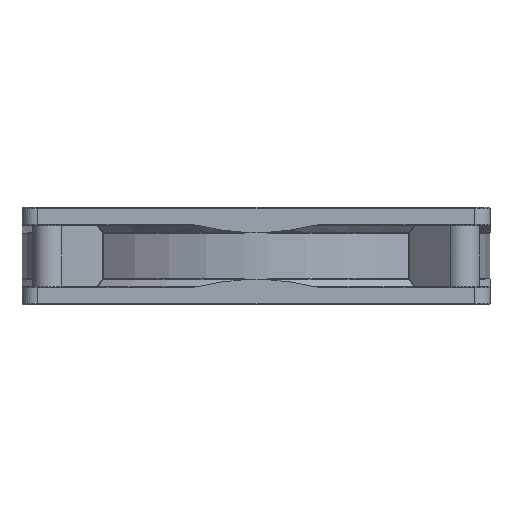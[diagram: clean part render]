
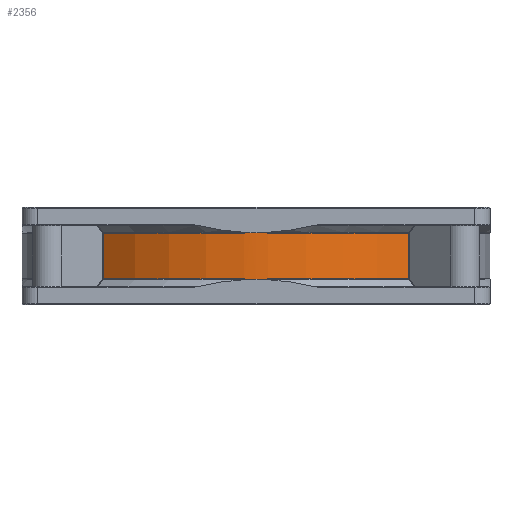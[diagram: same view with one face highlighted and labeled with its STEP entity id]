
A CAD part, left-side view. The second image highlights one B-rep face of the part: STEP entity #2356.
In plain terms, the highlighted cylindrical face has radius 60 mm (diameter 120 mm), a partial arc.
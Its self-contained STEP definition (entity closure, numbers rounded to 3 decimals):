
#846=LINE('',#17622,#1306);
#847=LINE('',#17659,#1307);
#1306=VECTOR('',#13239,1.);
#1307=VECTOR('',#13244,1.);
#1670=FACE_OUTER_BOUND('',#3346,.T.);
#2356=ADVANCED_FACE('',(#1670),#2977,.T.);
#2977=CYLINDRICAL_SURFACE('',#11433,60.);
#3346=EDGE_LOOP('',(#5448,#5449,#5450,#5451,#5452,#5453,#5454,#5455,#5456,
#5457));
#4137=CIRCLE('',#11429,60.);
#4138=CIRCLE('',#11430,60.);
#4139=CIRCLE('',#11431,60.);
#4140=CIRCLE('',#11432,60.);
#5448=ORIENTED_EDGE('',*,*,#9599,.T.);
#5449=ORIENTED_EDGE('',*,*,#9600,.T.);
#5450=ORIENTED_EDGE('',*,*,#9601,.F.);
#5451=ORIENTED_EDGE('',*,*,#9602,.F.);
#5452=ORIENTED_EDGE('',*,*,#9603,.F.);
#5453=ORIENTED_EDGE('',*,*,#9604,.F.);
#5454=ORIENTED_EDGE('',*,*,#9605,.T.);
#5455=ORIENTED_EDGE('',*,*,#9606,.T.);
#5456=ORIENTED_EDGE('',*,*,#9607,.T.);
#5457=ORIENTED_EDGE('',*,*,#9608,.T.);
#8210=VERTEX_POINT('',#16753);
#8469=VERTEX_POINT('',#17620);
#8470=VERTEX_POINT('',#17621);
#8471=VERTEX_POINT('',#17623);
#8472=VERTEX_POINT('',#17625);
#8473=VERTEX_POINT('',#17642);
#8474=VERTEX_POINT('',#17656);
#8475=VERTEX_POINT('',#17658);
#8476=VERTEX_POINT('',#17660);
#8477=VERTEX_POINT('',#17662);
#9599=EDGE_CURVE('',#8469,#8470,#4137,.T.);
#9600=EDGE_CURVE('',#8470,#8471,#846,.T.);
#9601=EDGE_CURVE('',#8472,#8471,#4138,.T.);
#9602=EDGE_CURVE('',#8473,#8472,#10834,.T.);
#9603=EDGE_CURVE('',#8474,#8473,#10835,.T.);
#9604=EDGE_CURVE('',#8475,#8474,#4139,.T.);
#9605=EDGE_CURVE('',#8475,#8476,#847,.T.);
#9606=EDGE_CURVE('',#8476,#8477,#4140,.T.);
#9607=EDGE_CURVE('',#8477,#8210,#10836,.T.);
#9608=EDGE_CURVE('',#8210,#8469,#10837,.T.);
#10834=B_SPLINE_CURVE_WITH_KNOTS('',3,(#17626,#17627,#17628,#17629,#17630,
#17631,#17632,#17633,#17634,#17635,#17636,#17637,#17638,#17639,#17640,#17641),
 .UNSPECIFIED.,.F.,.F.,(4,3,3,3,3,4),(0.,0.017,0.139,
0.391,0.871,1.),.UNSPECIFIED.);
#10835=B_SPLINE_CURVE_WITH_KNOTS('',3,(#17643,#17644,#17645,#17646,#17647,
#17648,#17649,#17650,#17651,#17652,#17653,#17654,#17655),.UNSPECIFIED.,.F.,
 .F.,(4,3,3,3,4),(0.,0.341,0.855,0.983,
1.),.UNSPECIFIED.);
#10836=B_SPLINE_CURVE_WITH_KNOTS('',3,(#17663,#17664,#17665,#17666,#17667,
#17668,#17669,#17670,#17671,#17672,#17673,#17674,#17675),.UNSPECIFIED.,.F.,
 .F.,(4,3,3,3,4),(0.,0.341,0.855,0.983,
1.),.UNSPECIFIED.);
#10837=B_SPLINE_CURVE_WITH_KNOTS('',3,(#17676,#17677,#17678,#17679,#17680,
#17681,#17682,#17683,#17684,#17685,#17686,#17687,#17688,#17689,#17690,#17691),
 .UNSPECIFIED.,.F.,.F.,(4,3,3,3,3,4),(0.,0.017,0.139,
0.391,0.871,1.),.UNSPECIFIED.);
#11429=AXIS2_PLACEMENT_3D('',#17619,#13237,#13238);
#11430=AXIS2_PLACEMENT_3D('',#17624,#13240,#13241);
#11431=AXIS2_PLACEMENT_3D('',#17657,#13242,#13243);
#11432=AXIS2_PLACEMENT_3D('',#17661,#13245,#13246);
#11433=AXIS2_PLACEMENT_3D('',#17692,#13247,#13248);
#13237=DIRECTION('',(0.,0.,-1.));
#13238=DIRECTION('',(0.,1.,0.));
#13239=DIRECTION('',(0.,0.,-1.));
#13240=DIRECTION('',(0.,0.,-1.));
#13241=DIRECTION('',(0.,1.,0.));
#13242=DIRECTION('',(0.,0.,-1.));
#13243=DIRECTION('',(0.,1.,0.));
#13244=DIRECTION('',(0.,0.,1.));
#13245=DIRECTION('',(0.,0.,-1.));
#13246=DIRECTION('',(0.,1.,0.));
#13247=DIRECTION('',(0.,0.,1.));
#13248=DIRECTION('',(0.,-1.,0.));
#16753=CARTESIAN_POINT('',(0.,60.,6.));
#17619=CARTESIAN_POINT('',(60.,60.,5.896));
#17620=CARTESIAN_POINT('',(0.073,62.962,5.896));
#17621=CARTESIAN_POINT('',(14.523,99.139,5.896));
#17622=CARTESIAN_POINT('',(14.523,99.139,-12.));
#17623=CARTESIAN_POINT('',(14.523,99.139,-5.896));
#17624=CARTESIAN_POINT('',(60.,60.,-5.896));
#17625=CARTESIAN_POINT('',(0.073,62.962,-5.896));
#17626=CARTESIAN_POINT('',(0.,60.,-6.));
#17627=CARTESIAN_POINT('',(0.,60.016,-5.999));
#17628=CARTESIAN_POINT('',(0.,60.033,-5.998));
#17629=CARTESIAN_POINT('',(0.,60.049,-5.997));
#17630=CARTESIAN_POINT('',(0.,60.17,-5.989));
#17631=CARTESIAN_POINT('',(0.001,60.292,-5.982));
#17632=CARTESIAN_POINT('',(0.001,60.413,-5.975));
#17633=CARTESIAN_POINT('',(0.003,60.661,-5.961));
#17634=CARTESIAN_POINT('',(0.006,60.908,-5.948));
#17635=CARTESIAN_POINT('',(0.011,61.156,-5.937));
#17636=CARTESIAN_POINT('',(0.02,61.631,-5.917));
#17637=CARTESIAN_POINT('',(0.035,62.106,-5.903));
#17638=CARTESIAN_POINT('',(0.056,62.58,-5.898));
#17639=CARTESIAN_POINT('',(0.061,62.707,-5.897));
#17640=CARTESIAN_POINT('',(0.067,62.834,-5.896));
#17641=CARTESIAN_POINT('',(0.073,62.962,-5.896));
#17642=CARTESIAN_POINT('',(0.,60.,-6.));
#17643=CARTESIAN_POINT('',(0.073,57.038,-5.896));
#17644=CARTESIAN_POINT('',(0.057,57.375,-5.896));
#17645=CARTESIAN_POINT('',(0.043,57.711,-5.901));
#17646=CARTESIAN_POINT('',(0.032,58.048,-5.91));
#17647=CARTESIAN_POINT('',(0.015,58.556,-5.923));
#17648=CARTESIAN_POINT('',(0.005,59.063,-5.945));
#17649=CARTESIAN_POINT('',(0.002,59.571,-5.974));
#17650=CARTESIAN_POINT('',(0.001,59.698,-5.981));
#17651=CARTESIAN_POINT('',(0.,59.824,-5.989));
#17652=CARTESIAN_POINT('',(0.,59.951,-5.997));
#17653=CARTESIAN_POINT('',(0.,59.967,-5.998));
#17654=CARTESIAN_POINT('',(0.,59.984,-5.999));
#17655=CARTESIAN_POINT('',(0.,60.,-6.));
#17656=CARTESIAN_POINT('',(0.073,57.038,-5.896));
#17657=CARTESIAN_POINT('',(60.,60.,-5.896));
#17658=CARTESIAN_POINT('',(14.523,20.861,-5.896));
#17659=CARTESIAN_POINT('',(14.523,20.861,-12.));
#17660=CARTESIAN_POINT('',(14.523,20.861,5.896));
#17661=CARTESIAN_POINT('',(60.,60.,5.896));
#17662=CARTESIAN_POINT('',(0.073,57.038,5.896));
#17663=CARTESIAN_POINT('',(0.073,57.038,5.896));
#17664=CARTESIAN_POINT('',(0.057,57.375,5.896));
#17665=CARTESIAN_POINT('',(0.043,57.711,5.901));
#17666=CARTESIAN_POINT('',(0.032,58.048,5.91));
#17667=CARTESIAN_POINT('',(0.015,58.556,5.923));
#17668=CARTESIAN_POINT('',(0.005,59.063,5.945));
#17669=CARTESIAN_POINT('',(0.002,59.571,5.974));
#17670=CARTESIAN_POINT('',(0.001,59.698,5.981));
#17671=CARTESIAN_POINT('',(0.,59.824,5.989));
#17672=CARTESIAN_POINT('',(0.,59.951,5.997));
#17673=CARTESIAN_POINT('',(0.,59.967,5.998));
#17674=CARTESIAN_POINT('',(0.,59.984,5.999));
#17675=CARTESIAN_POINT('',(0.,60.,6.));
#17676=CARTESIAN_POINT('',(0.,60.,6.));
#17677=CARTESIAN_POINT('',(0.,60.016,5.999));
#17678=CARTESIAN_POINT('',(0.,60.033,5.998));
#17679=CARTESIAN_POINT('',(0.,60.049,5.997));
#17680=CARTESIAN_POINT('',(0.,60.17,5.989));
#17681=CARTESIAN_POINT('',(0.001,60.292,5.982));
#17682=CARTESIAN_POINT('',(0.001,60.413,5.975));
#17683=CARTESIAN_POINT('',(0.003,60.661,5.961));
#17684=CARTESIAN_POINT('',(0.006,60.908,5.948));
#17685=CARTESIAN_POINT('',(0.011,61.156,5.937));
#17686=CARTESIAN_POINT('',(0.02,61.631,5.917));
#17687=CARTESIAN_POINT('',(0.035,62.106,5.903));
#17688=CARTESIAN_POINT('',(0.056,62.58,5.898));
#17689=CARTESIAN_POINT('',(0.061,62.707,5.897));
#17690=CARTESIAN_POINT('',(0.067,62.834,5.896));
#17691=CARTESIAN_POINT('',(0.073,62.962,5.896));
#17692=CARTESIAN_POINT('',(60.,60.,-12.));
